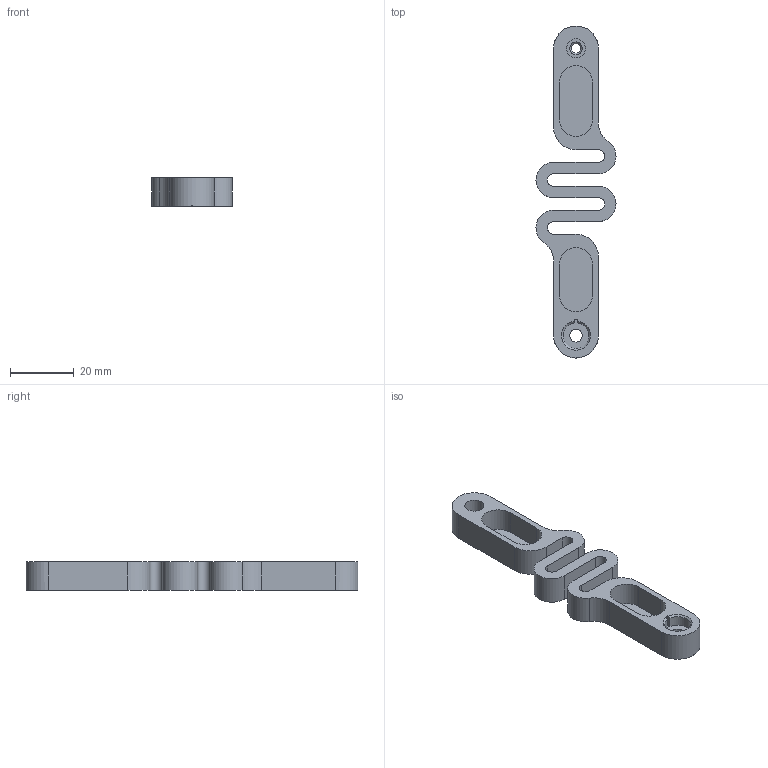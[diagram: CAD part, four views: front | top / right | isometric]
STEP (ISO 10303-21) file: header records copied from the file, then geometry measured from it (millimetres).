
FILE_DESCRIPTION(('FreeCAD Model'),'2;1');
FILE_NAME('Open CASCADE Shape Model','2025-08-12T21:55:39',('FreeCAD'),( 'FreeCAD'),'Open CASCADE STEP processor 7.8','FreeCAD','Unknown');
FILE_SCHEMA(('AUTOMOTIVE_DESIGN { 1 0 10303 214 1 1 1 1 }'));
Length unit declared in the file: millimetre
Products named in the file (1): Open CASCADE STEP translator 7.8 3
Bounding box: 25.1 x 104 x 9 mm (x, y, z)
Volume: 8607.9 mm3; surface area: 7077 mm2
Topology: 1 solids, 1 shells, 67 faces, 179 edges, 117 vertices
Faces by surface type: plane 41, cylinder 23, cone 3
Full cylindrical faces by diameter (mm): 3 x1, 4 x1, 6 x1
Entity records: 2121 total; most frequent: DIRECTION 381, CARTESIAN_POINT 364, ORIENTED_EDGE 358, EDGE_CURVE 179, AXIS2_PLACEMENT_3D 134, VERTEX_POINT 117, LINE 113, VECTOR 113
